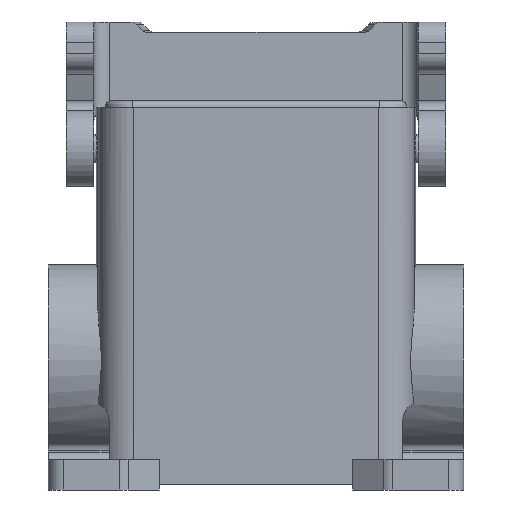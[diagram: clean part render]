
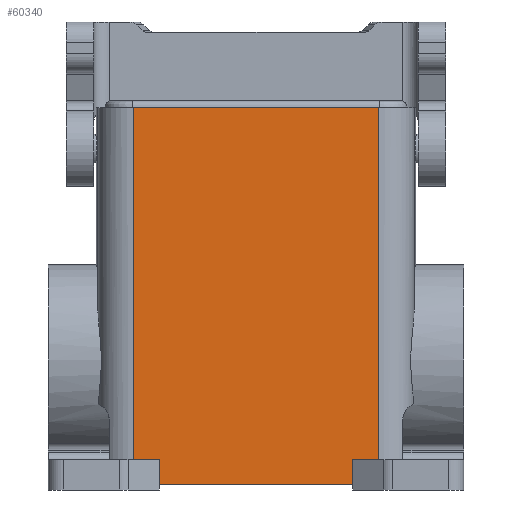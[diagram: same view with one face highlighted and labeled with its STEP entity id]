
A CAD part, front view. The second image highlights one B-rep face of the part: STEP entity #60340.
In plain terms, the highlighted face is planar.
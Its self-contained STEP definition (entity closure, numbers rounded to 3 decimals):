
#520=CARTESIAN_POINT('',(-13.647,-55.4,23.));
#530=VERTEX_POINT('',#520);
#560=CARTESIAN_POINT('',(-13.647,0.,23.));
#570=DIRECTION('',(0.,-1.,0.));
#580=VECTOR('',#570,1.);
#590=LINE('',#560,#580);
#600=CARTESIAN_POINT('',(-13.647,-50.4,23.));
#610=VERTEX_POINT('',#600);
#620=EDGE_CURVE('',#610,#530,#590,.T.);
#6070=CARTESIAN_POINT('',(-56.966,19.1,23.))
;
#6080=VERTEX_POINT('',#6070);
#6110=CARTESIAN_POINT('',(-56.966,0.,
23.));
#6120=DIRECTION('',(0.,-1.,0.));
#6130=VECTOR('',#6120,1.);
#6140=LINE('',#6110,#6130);
#6150=CARTESIAN_POINT('',(-56.966,-50.4,23.)
);
#6160=VERTEX_POINT('',#6150);
#6170=EDGE_CURVE('',#6080,#6160,#6140,.T.);
#10260=CARTESIAN_POINT('',(-51.847,-55.4,23.)
);
#10270=VERTEX_POINT('',#10260);
#10320=CARTESIAN_POINT('',(0.,-55.4,23.));
#10330=DIRECTION('',(1.,0.,0.));
#10340=VECTOR('',#10330,1.);
#10350=LINE('',#10320,#10340);
#10360=EDGE_CURVE('',#10270,#530,#10350,.T.);
#18680=CARTESIAN_POINT('',(0.,-50.4,23.));
#18690=DIRECTION('',(-1.,0.,0.));
#18700=VECTOR('',#18690,1.);
#18710=LINE('',#18680,#18700);
#18720=CARTESIAN_POINT('',(-8.527,-50.4,23.
));
#18730=VERTEX_POINT('',#18720);
#18740=EDGE_CURVE('',#18730,#610,#18710,.T.);
#30760=CARTESIAN_POINT('',(-8.527,19.1,23.)
);
#30770=VERTEX_POINT('',#30760);
#30800=CARTESIAN_POINT('',(0.,19.1,23.));
#30810=DIRECTION('',(1.,0.,0.));
#30820=VECTOR('',#30810,1.);
#30830=LINE('',#30800,#30820);
#30840=EDGE_CURVE('',#6080,#30770,#30830,.T.);
#44410=CARTESIAN_POINT('',(-51.847,-50.4,23.)
);
#44420=VERTEX_POINT('',#44410);
#44710=CARTESIAN_POINT('',(0.,-50.4,23.));
#44720=DIRECTION('',(1.,0.,0.));
#44730=VECTOR('',#44720,1.);
#44740=LINE('',#44710,#44730);
#44750=EDGE_CURVE('',#6160,#44420,#44740,.T.);
#59490=CARTESIAN_POINT('',(-8.527,0.,
23.));
#59500=DIRECTION('',(0.,-1.,0.));
#59510=VECTOR('',#59500,1.);
#59520=LINE('',#59490,#59510);
#59530=EDGE_CURVE('',#30770,#18730,#59520,.T.);
#60140=CARTESIAN_POINT('',(0.,19.1,23.));
#60150=DIRECTION('',(0.,0.,-1.));
#60160=DIRECTION('',(0.,-1.,0.));
#60170=AXIS2_PLACEMENT_3D('',#60140,#60150,#60160);
#60180=PLANE('',#60170);
#60190=ORIENTED_EDGE('',*,*,#620,.F.);
#60200=ORIENTED_EDGE('',*,*,#10360,.T.);
#60210=CARTESIAN_POINT('',(-51.847,0.,23.));
#60220=DIRECTION('',(0.,-1.,0.));
#60230=VECTOR('',#60220,1.);
#60240=LINE('',#60210,#60230);
#60250=EDGE_CURVE('',#44420,#10270,#60240,.T.);
#60260=ORIENTED_EDGE('',*,*,#60250,.T.);
#60270=ORIENTED_EDGE('',*,*,#44750,.T.);
#60280=ORIENTED_EDGE('',*,*,#6170,.T.);
#60290=ORIENTED_EDGE('',*,*,#30840,.F.);
#60300=ORIENTED_EDGE('',*,*,#59530,.F.);
#60310=ORIENTED_EDGE('',*,*,#18740,.F.);
#60320=EDGE_LOOP('',(#60310,#60300,#60290,#60280,#60270,#60260,#60200,
#60190));
#60330=FACE_OUTER_BOUND('',#60320,.T.);
#60340=ADVANCED_FACE('',(#60330),#60180,.F.);
